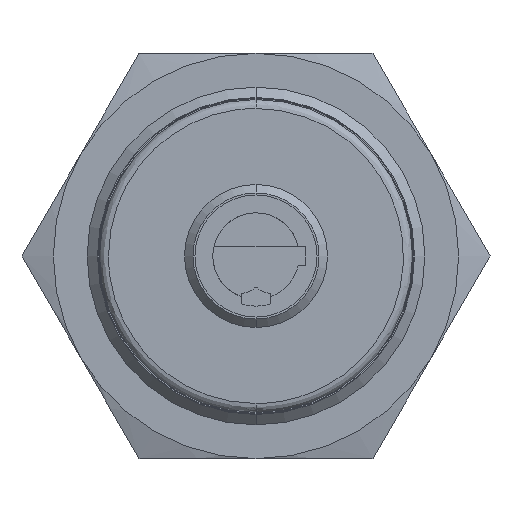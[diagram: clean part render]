
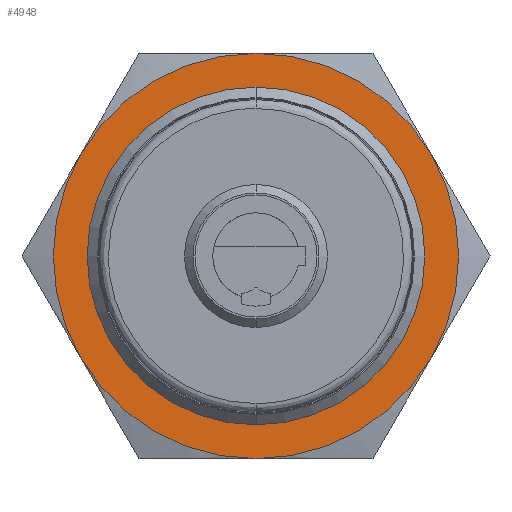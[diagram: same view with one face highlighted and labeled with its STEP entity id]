
A CAD part, left-side view. The second image highlights one B-rep face of the part: STEP entity #4948.
In plain terms, the highlighted planar face has unit normal (-1, 0, 0).
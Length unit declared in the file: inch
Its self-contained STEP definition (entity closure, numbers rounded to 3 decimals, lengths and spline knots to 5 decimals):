
#95 = ORIENTED_EDGE ( 'NONE', *, *, #4940, .F. ) ;
#171 = ORIENTED_EDGE ( 'NONE', *, *, #1232, .T. ) ;
#224 = EDGE_CURVE ( 'NONE', #396, #7493, #8161, .T. ) ;
#266 = CARTESIAN_POINT ( 'NONE',  ( 2.16535, 0.61372, -0.35433 ) ) ;
#314 = DIRECTION ( 'NONE',  ( 0., 0., -1. ) ) ;
#396 = VERTEX_POINT ( 'NONE', #266 ) ;
#484 = ORIENTED_EDGE ( 'NONE', *, *, #8048, .F. ) ;
#708 = AXIS2_PLACEMENT_3D ( 'NONE', #2080, #3380, #6552 ) ;
#714 = VERTEX_POINT ( 'NONE', #2967 ) ;
#773 = DIRECTION ( 'NONE',  ( 1., 0., 0. ) ) ;
#891 = PLANE ( 'NONE',  #1445 ) ;
#907 = VERTEX_POINT ( 'NONE', #3101 ) ;
#982 = DIRECTION ( 'NONE',  ( 0., 0., -1. ) ) ;
#1048 = DIRECTION ( 'NONE',  ( 1., 0., 0. ) ) ;
#1112 = DIRECTION ( 'NONE',  ( 0., 0., 1. ) ) ;
#1152 = AXIS2_PLACEMENT_3D ( 'NONE', #4977, #1048, #1112 ) ;
#1232 = EDGE_CURVE ( 'NONE', #907, #5477, #3214, .T. ) ;
#1445 = AXIS2_PLACEMENT_3D ( 'NONE', #8012, #6086, #4856 ) ;
#1542 = CARTESIAN_POINT ( 'NONE',  ( 2.16535, 0., 0. ) ) ;
#1561 = CARTESIAN_POINT ( 'NONE',  ( 2.16535, -0.61372, -0.35433 ) ) ;
#1575 = ORIENTED_EDGE ( 'NONE', *, *, #224, .F. ) ;
#1822 = EDGE_LOOP ( 'NONE', ( #7818, #171 ) ) ;
#1878 = ORIENTED_EDGE ( 'NONE', *, *, #7405, .F. ) ;
#1880 = FACE_BOUND ( 'NONE', #1822, .T. ) ;
#2080 = CARTESIAN_POINT ( 'NONE',  ( 2.16535, 0., 0. ) ) ;
#2121 = EDGE_CURVE ( 'NONE', #714, #5541, #5410, .T. ) ;
#2160 = CARTESIAN_POINT ( 'NONE',  ( 2.16535, -0.61372, 0.35433 ) ) ;
#2170 = AXIS2_PLACEMENT_3D ( 'NONE', #1542, #6092, #6418 ) ;
#2316 = CARTESIAN_POINT ( 'NONE',  ( 2.16535, 0., 0. ) ) ;
#2967 = CARTESIAN_POINT ( 'NONE',  ( 2.16535, 0., 0.70866 ) ) ;
#3101 = CARTESIAN_POINT ( 'NONE',  ( 2.16535, 0., -0.59055 ) ) ;
#3104 = ORIENTED_EDGE ( 'NONE', *, *, #4111, .F. ) ;
#3127 = DIRECTION ( 'NONE',  ( 1., 0., 0. ) ) ;
#3214 = CIRCLE ( 'NONE', #2170, 0.59055 ) ;
#3380 = DIRECTION ( 'NONE',  ( 1., 0., 0. ) ) ;
#3485 = EDGE_CURVE ( 'NONE', #5477, #907, #4661, .T. ) ;
#3676 = CARTESIAN_POINT ( 'NONE',  ( 2.16535, 0., -0.70866 ) ) ;
#3827 = CIRCLE ( 'NONE', #6817, 0.70866 ) ;
#3947 = ORIENTED_EDGE ( 'NONE', *, *, #2121, .F. ) ;
#4111 = EDGE_CURVE ( 'NONE', #5749, #396, #7676, .T. ) ;
#4112 = DIRECTION ( 'NONE',  ( 1., 0., 0. ) ) ;
#4128 = AXIS2_PLACEMENT_3D ( 'NONE', #5457, #3127, #7689 ) ;
#4185 = AXIS2_PLACEMENT_3D ( 'NONE', #8384, #5073, #6399 ) ;
#4648 = CARTESIAN_POINT ( 'NONE',  ( 2.16535, 0., 0. ) ) ;
#4661 = CIRCLE ( 'NONE', #1152, 0.59055 ) ;
#4664 = EDGE_LOOP ( 'NONE', ( #3947, #1878, #1575, #3104, #484, #95 ) ) ;
#4856 = DIRECTION ( 'NONE',  ( 0., 0., 1. ) ) ;
#4940 = EDGE_CURVE ( 'NONE', #5541, #7294, #3827, .T. ) ;
#4948 = ADVANCED_FACE ( 'NONE', ( #5021, #1880 ), #891, .T. ) ;
#4977 = CARTESIAN_POINT ( 'NONE',  ( 2.16535, 0., 0. ) ) ;
#5021 = FACE_OUTER_BOUND ( 'NONE', #4664, .T. ) ;
#5073 = DIRECTION ( 'NONE',  ( 1., 0., 0. ) ) ;
#5132 = CIRCLE ( 'NONE', #708, 0.70866 ) ;
#5346 = CIRCLE ( 'NONE', #4128, 0.70866 ) ;
#5410 = CIRCLE ( 'NONE', #6042, 0.70866 ) ;
#5457 = CARTESIAN_POINT ( 'NONE',  ( 2.16535, 0., 0. ) ) ;
#5477 = VERTEX_POINT ( 'NONE', #6573 ) ;
#5541 = VERTEX_POINT ( 'NONE', #2160 ) ;
#5749 = VERTEX_POINT ( 'NONE', #3676 ) ;
#5759 = CARTESIAN_POINT ( 'NONE',  ( 2.16535, 0.61372, 0.35433 ) ) ;
#5958 = DIRECTION ( 'NONE',  ( 0., 0., -1. ) ) ;
#6042 = AXIS2_PLACEMENT_3D ( 'NONE', #2316, #8075, #982 ) ;
#6086 = DIRECTION ( 'NONE',  ( -1., 0., 0. ) ) ;
#6092 = DIRECTION ( 'NONE',  ( 1., 0., 0. ) ) ;
#6399 = DIRECTION ( 'NONE',  ( 0., 0., -1. ) ) ;
#6418 = DIRECTION ( 'NONE',  ( 0., 0., 1. ) ) ;
#6552 = DIRECTION ( 'NONE',  ( 0., 0., -1. ) ) ;
#6573 = CARTESIAN_POINT ( 'NONE',  ( 2.16535, 0., 0.59055 ) ) ;
#6817 = AXIS2_PLACEMENT_3D ( 'NONE', #8090, #4112, #314 ) ;
#7294 = VERTEX_POINT ( 'NONE', #1561 ) ;
#7405 = EDGE_CURVE ( 'NONE', #7493, #714, #5346, .T. ) ;
#7493 = VERTEX_POINT ( 'NONE', #5759 ) ;
#7676 = CIRCLE ( 'NONE', #8401, 0.70866 ) ;
#7689 = DIRECTION ( 'NONE',  ( 0., 0., -1. ) ) ;
#7818 = ORIENTED_EDGE ( 'NONE', *, *, #3485, .T. ) ;
#8012 = CARTESIAN_POINT ( 'NONE',  ( 2.16535, 0.35433, 0. ) ) ;
#8048 = EDGE_CURVE ( 'NONE', #7294, #5749, #5132, .T. ) ;
#8075 = DIRECTION ( 'NONE',  ( 1., 0., 0. ) ) ;
#8090 = CARTESIAN_POINT ( 'NONE',  ( 2.16535, 0., 0. ) ) ;
#8161 = CIRCLE ( 'NONE', #4185, 0.70866 ) ;
#8384 = CARTESIAN_POINT ( 'NONE',  ( 2.16535, 0., 0. ) ) ;
#8401 = AXIS2_PLACEMENT_3D ( 'NONE', #4648, #773, #5958 ) ;
